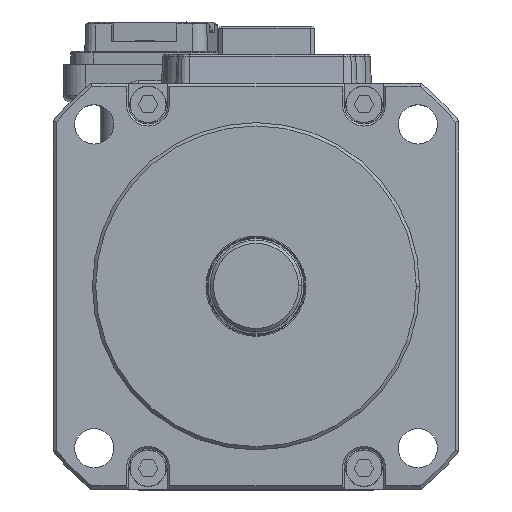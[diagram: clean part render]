
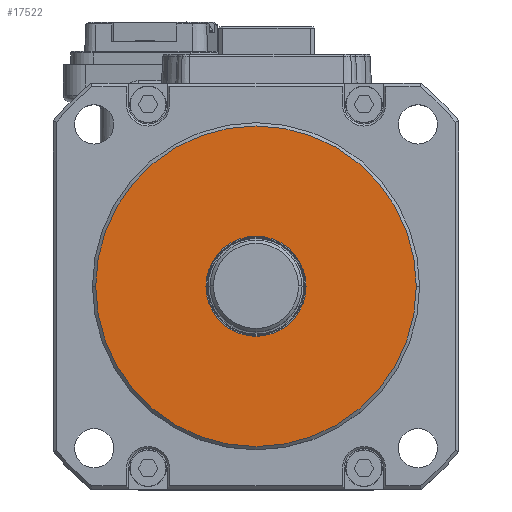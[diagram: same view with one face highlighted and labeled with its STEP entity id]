
A CAD part, top view. The second image highlights one B-rep face of the part: STEP entity #17522.
In plain terms, the highlighted planar face has unit normal (0, 0, 1).
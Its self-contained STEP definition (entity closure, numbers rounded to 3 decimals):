
#6271 = AXIS2_PLACEMENT_3D ( 'NONE', #7659, #7691, #7692 ) ;
#6295 = CIRCLE ( 'NONE', #6271, 24.5 ) ;
#7659 = CARTESIAN_POINT ( 'NONE',  ( 0., 0., 29.5 ) ) ;
#7691 = DIRECTION ( 'NONE',  ( 0., 0., 1. ) ) ;
#7692 = DIRECTION ( 'NONE',  ( 1., 0., 0. ) ) ;
#10569 = CIRCLE ( 'NONE', #10575, 24.5 ) ;
#10575 = AXIS2_PLACEMENT_3D ( 'NONE', #12184, #12157, #12172 ) ;
#10642 = AXIS2_PLACEMENT_3D ( 'NONE', #12233, #12236, #12234 ) ;
#10649 = CIRCLE ( 'NONE', #10642, 7.65 ) ;
#12157 = DIRECTION ( 'NONE',  ( 0., 0., 1. ) ) ;
#12172 = DIRECTION ( 'NONE',  ( 1., 0., 0. ) ) ;
#12184 = CARTESIAN_POINT ( 'NONE',  ( 0., 0., 29.5 ) ) ;
#12233 = CARTESIAN_POINT ( 'NONE',  ( 0., 0., 29.5 ) ) ;
#12234 = DIRECTION ( 'NONE',  ( 1., 0., 0. ) ) ;
#12236 = DIRECTION ( 'NONE',  ( 0., 0., 1. ) ) ;
#17522 = ADVANCED_FACE ( 'NONE', ( #31877, #31858 ), #31886, .T. ) ;
#22491 = ORIENTED_EDGE ( 'NONE', *, *, #29586, .T. ) ;
#22592 = ORIENTED_EDGE ( 'NONE', *, *, #30289, .F. ) ;
#22620 = ORIENTED_EDGE ( 'NONE', *, *, #30277, .T. ) ;
#22637 = ORIENTED_EDGE ( 'NONE', *, *, #27868, .F. ) ;
#27868 = EDGE_CURVE ( 'NONE', #83733, #83702, #75451, .T. ) ;
#29586 = EDGE_CURVE ( 'NONE', #83701, #83659, #6295, .T. ) ;
#30277 = EDGE_CURVE ( 'NONE', #83659, #83701, #10569, .T. ) ;
#30289 = EDGE_CURVE ( 'NONE', #83702, #83733, #10649, .T. ) ;
#31858 = FACE_BOUND ( 'NONE', #86189, .T. ) ;
#31862 = CARTESIAN_POINT ( 'NONE',  ( 0., 0., 29.5 ) ) ;
#31870 = DIRECTION ( 'NONE',  ( 1., 0., 0. ) ) ;
#31877 = FACE_OUTER_BOUND ( 'NONE', #87316, .T. ) ;
#31882 = DIRECTION ( 'NONE',  ( 0., 0., 1. ) ) ;
#31886 = PLANE ( 'NONE',  #36842 ) ;
#36842 = AXIS2_PLACEMENT_3D ( 'NONE', #31862, #31882, #31870 ) ;
#49032 = CARTESIAN_POINT ( 'NONE',  ( -24.5, 0., 29.5 ) ) ;
#49039 = CARTESIAN_POINT ( 'NONE',  ( 24.5, 0., 29.5 ) ) ;
#49088 = CARTESIAN_POINT ( 'NONE',  ( -7.65, 0., 29.5 ) ) ;
#49097 = CARTESIAN_POINT ( 'NONE',  ( 7.65, 0., 29.5 ) ) ;
#75451 = CIRCLE ( 'NONE', #75536, 7.65 ) ;
#75536 = AXIS2_PLACEMENT_3D ( 'NONE', #77298, #77322, #77304 ) ;
#77298 = CARTESIAN_POINT ( 'NONE',  ( 0., 0., 29.5 ) ) ;
#77304 = DIRECTION ( 'NONE',  ( 1., 0., 0. ) ) ;
#77322 = DIRECTION ( 'NONE',  ( 0., 0., 1. ) ) ;
#83659 = VERTEX_POINT ( 'NONE', #49032 ) ;
#83701 = VERTEX_POINT ( 'NONE', #49039 ) ;
#83702 = VERTEX_POINT ( 'NONE', #49097 ) ;
#83733 = VERTEX_POINT ( 'NONE', #49088 ) ;
#86189 = EDGE_LOOP ( 'NONE', ( #22637, #22592 ) ) ;
#87316 = EDGE_LOOP ( 'NONE', ( #22620, #22491 ) ) ;
